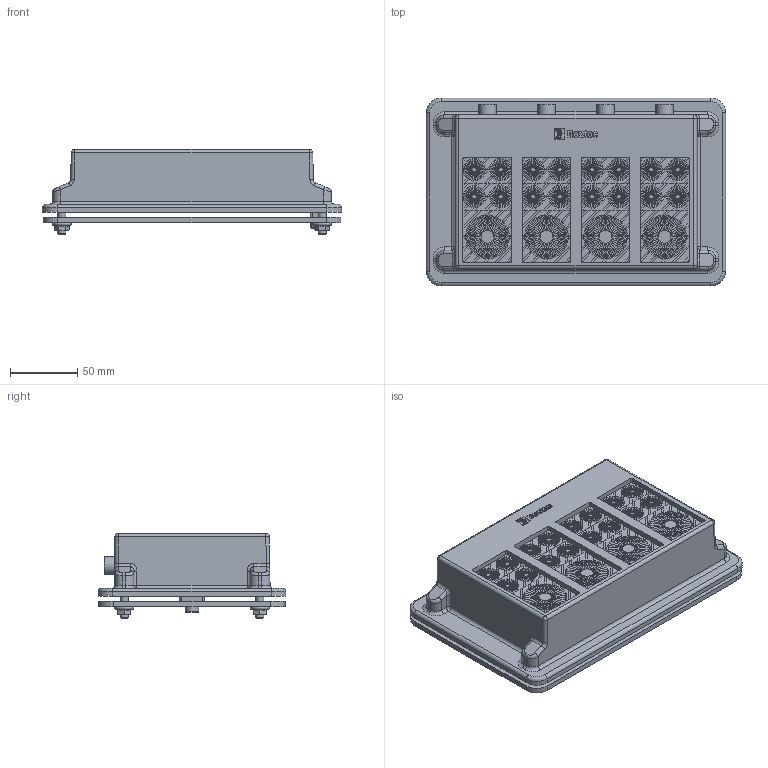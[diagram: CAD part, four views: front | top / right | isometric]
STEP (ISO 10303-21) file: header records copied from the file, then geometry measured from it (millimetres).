
FILE_DESCRIPTION(/* description */ ('https://test.transitdesigner.roxtec.com/app/projects/f41deb39-9b9d-41b2-9d55-78ee9b85f35a/transits/aff45e9b-6c7f-4312-a65b-5f33abd10221/packingplan','CAx-IF Rec.Pracs.---Representation and Presentation of Product Manufacturing Information (PMI)---4.0---2014-10-13'),/* implementation_level */ '2;1');
FILE_NAME(/* name */ 'CSP32_20BG.stp',/* time_stamp */ '2025-07-01T13:40:45Z',/* author */ ('RTD / 2025-07-01 / CSP32_20BG'),/* organization */ ('Roxtec International AB / www.roxtec.com'),/* preprocessor_version */ 'ST-DEVELOPER v19.2',/* originating_system */ 'Autodesk Inventor 2023',/* authorisation */ '3DCadService 0.4.5.0-cf372e9');
FILE_SCHEMA (('AP242_MANAGED_MODEL_BASED_3D_ENGINEERING_MIM_LF { 1 0 10303 442 1 1 4 }'));
Products named in the file (1): CSP32_20BG
Bounding box: 223 x 140 x 63.5 mm (x, y, z)
Volume: 1007074.4 mm3; surface area: 121332.1 mm2
Topology: 1 solids, 1 shells, 2114 faces, 5018 edges, 2956 vertices
Faces by surface type: plane 1889, cylinder 110, bspline 53, cone 33, torus 21, sphere 8
Full cylindrical faces by diameter (mm): 6 x8, 7 x4, 10 x1, 11.8 x1, 13 x4
Entity records: 62701 total; most frequent: CARTESIAN_POINT 11744, DIRECTION 10787, ORIENTED_EDGE 10034, EDGE_CURVE 5017, AXIS2_PLACEMENT_3D 3857, LINE 3073, VECTOR 3073, VERTEX_POINT 2956
